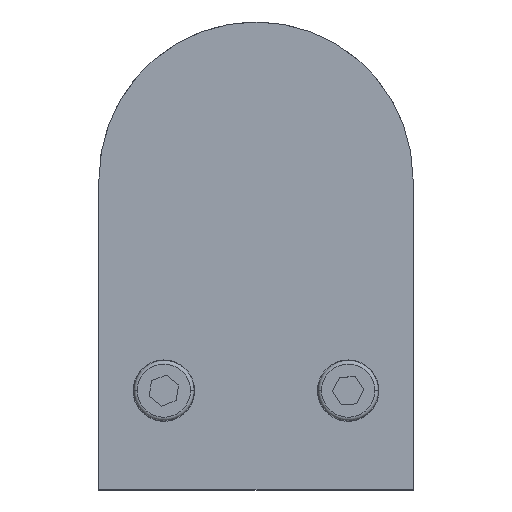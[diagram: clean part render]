
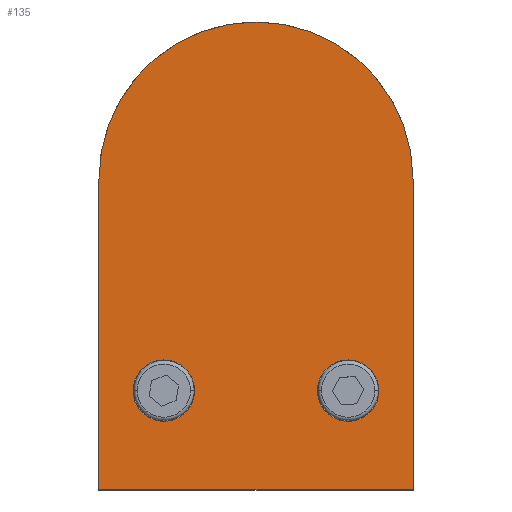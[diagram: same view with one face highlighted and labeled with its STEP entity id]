
A CAD part, top view. The second image highlights one B-rep face of the part: STEP entity #135.
In plain terms, the highlighted planar face has unit normal (0, 0, 1).
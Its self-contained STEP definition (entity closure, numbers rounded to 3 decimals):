
#6 = ORIENTED_EDGE ( 'NONE', *, *, #1937, .T. ) ;
#26 = EDGE_LOOP ( 'NONE', ( #1659, #6, #2628, #2133 ) ) ;
#69 = AXIS2_PLACEMENT_3D ( 'NONE', #106, #911, #2282 ) ;
#106 = CARTESIAN_POINT ( 'NONE',  ( -13.5, 26., 14.25 ) ) ;
#135 = ADVANCED_FACE ( 'NONE', ( #1713, #1865, #2307 ), #2323, .T. ) ;
#144 = ORIENTED_EDGE ( 'NONE', *, *, #2494, .F. ) ;
#237 = DIRECTION ( 'NONE',  ( 1., 0., 0. ) ) ;
#244 = CARTESIAN_POINT ( 'NONE',  ( 23., 57., 14.25 ) ) ;
#250 = ORIENTED_EDGE ( 'NONE', *, *, #1559, .F. ) ;
#272 = LINE ( 'NONE', #654, #381 ) ;
#285 = CARTESIAN_POINT ( 'NONE',  ( 13.5, 26., 14.25 ) ) ;
#336 = CARTESIAN_POINT ( 'NONE',  ( 18., 26., 14.25 ) ) ;
#381 = VECTOR ( 'NONE', #1871, 1000. ) ;
#395 = DIRECTION ( 'NONE',  ( 1., 0., 0. ) ) ;
#403 = DIRECTION ( 'NONE',  ( 0., 0., 1. ) ) ;
#417 = EDGE_LOOP ( 'NONE', ( #250, #144 ) ) ;
#422 = AXIS2_PLACEMENT_3D ( 'NONE', #2519, #2080, #1670 ) ;
#564 = VERTEX_POINT ( 'NONE', #336 ) ;
#654 = CARTESIAN_POINT ( 'NONE',  ( -23., 0., 14.25 ) ) ;
#744 = CIRCLE ( 'NONE', #1091, 4.5 ) ;
#840 = ORIENTED_EDGE ( 'NONE', *, *, #2587, .F. ) ;
#911 = DIRECTION ( 'NONE',  ( 0., 0., 1. ) ) ;
#944 = LINE ( 'NONE', #1121, #2210 ) ;
#1041 = CIRCLE ( 'NONE', #2020, 23. ) ;
#1062 = CARTESIAN_POINT ( 'NONE',  ( 23., 0., 14.25 ) ) ;
#1076 = DIRECTION ( 'NONE',  ( 0., 1., 0. ) ) ;
#1077 = EDGE_CURVE ( 'NONE', #2290, #1357, #2405, .T. ) ;
#1091 = AXIS2_PLACEMENT_3D ( 'NONE', #285, #2324, #1688 ) ;
#1110 = CARTESIAN_POINT ( 'NONE',  ( 13.5, 26., 14.25 ) ) ;
#1121 = CARTESIAN_POINT ( 'NONE',  ( 45.1, 11.496, 14.25 ) ) ;
#1145 = VERTEX_POINT ( 'NONE', #244 ) ;
#1192 = CARTESIAN_POINT ( 'NONE',  ( 9., 26., 14.25 ) ) ;
#1228 = DIRECTION ( 'NONE',  ( 1., 0., 0. ) ) ;
#1242 = VERTEX_POINT ( 'NONE', #2199 ) ;
#1255 = LINE ( 'NONE', #1062, #1539 ) ;
#1257 = DIRECTION ( 'NONE',  ( 0., 0., 1. ) ) ;
#1328 = CARTESIAN_POINT ( 'NONE',  ( -18., 26., 14.25 ) ) ;
#1342 = EDGE_LOOP ( 'NONE', ( #840, #2087 ) ) ;
#1351 = AXIS2_PLACEMENT_3D ( 'NONE', #2418, #403, #1228 ) ;
#1357 = VERTEX_POINT ( 'NONE', #1429 ) ;
#1359 = EDGE_CURVE ( 'NONE', #1145, #2456, #1041, .T. ) ;
#1429 = CARTESIAN_POINT ( 'NONE',  ( -9., 26., 14.25 ) ) ;
#1442 = VERTEX_POINT ( 'NONE', #1838 ) ;
#1456 = VERTEX_POINT ( 'NONE', #1192 ) ;
#1539 = VECTOR ( 'NONE', #1076, 1000. ) ;
#1559 = EDGE_CURVE ( 'NONE', #564, #1456, #2507, .T. ) ;
#1614 = AXIS2_PLACEMENT_3D ( 'NONE', #1110, #1257, #237 ) ;
#1659 = ORIENTED_EDGE ( 'NONE', *, *, #2030, .F. ) ;
#1670 = DIRECTION ( 'NONE',  ( 1., 0., 0. ) ) ;
#1682 = CIRCLE ( 'NONE', #69, 4.5 ) ;
#1688 = DIRECTION ( 'NONE',  ( 1., 0., 0. ) ) ;
#1713 = FACE_BOUND ( 'NONE', #1342, .T. ) ;
#1814 = DIRECTION ( 'NONE',  ( 0., 0., 1. ) ) ;
#1838 = CARTESIAN_POINT ( 'NONE',  ( -23., 11.496, 14.25 ) ) ;
#1865 = FACE_BOUND ( 'NONE', #417, .T. ) ;
#1871 = DIRECTION ( 'NONE',  ( 0., -1., 0. ) ) ;
#1923 = DIRECTION ( 'NONE',  ( -1., 0., 0. ) ) ;
#1937 = EDGE_CURVE ( 'NONE', #1242, #1145, #1255, .T. ) ;
#1945 = EDGE_CURVE ( 'NONE', #2456, #1442, #272, .T. ) ;
#2020 = AXIS2_PLACEMENT_3D ( 'NONE', #2459, #1814, #395 ) ;
#2030 = EDGE_CURVE ( 'NONE', #1242, #1442, #944, .T. ) ;
#2080 = DIRECTION ( 'NONE',  ( 0., 0., 1. ) ) ;
#2087 = ORIENTED_EDGE ( 'NONE', *, *, #1077, .F. ) ;
#2133 = ORIENTED_EDGE ( 'NONE', *, *, #1945, .T. ) ;
#2199 = CARTESIAN_POINT ( 'NONE',  ( 23., 11.496, 14.25 ) ) ;
#2210 = VECTOR ( 'NONE', #1923, 1000. ) ;
#2282 = DIRECTION ( 'NONE',  ( 1., 0., 0. ) ) ;
#2290 = VERTEX_POINT ( 'NONE', #1328 ) ;
#2307 = FACE_OUTER_BOUND ( 'NONE', #26, .T. ) ;
#2323 = PLANE ( 'NONE',  #422 ) ;
#2324 = DIRECTION ( 'NONE',  ( 0., 0., 1. ) ) ;
#2370 = CARTESIAN_POINT ( 'NONE',  ( -23., 57., 14.25 ) ) ;
#2405 = CIRCLE ( 'NONE', #1351, 4.5 ) ;
#2418 = CARTESIAN_POINT ( 'NONE',  ( -13.5, 26., 14.25 ) ) ;
#2456 = VERTEX_POINT ( 'NONE', #2370 ) ;
#2459 = CARTESIAN_POINT ( 'NONE',  ( 0., 57., 14.25 ) ) ;
#2494 = EDGE_CURVE ( 'NONE', #1456, #564, #744, .T. ) ;
#2507 = CIRCLE ( 'NONE', #1614, 4.5 ) ;
#2519 = CARTESIAN_POINT ( 'NONE',  ( 0., 57., 14.25 ) ) ;
#2587 = EDGE_CURVE ( 'NONE', #1357, #2290, #1682, .T. ) ;
#2628 = ORIENTED_EDGE ( 'NONE', *, *, #1359, .T. ) ;
